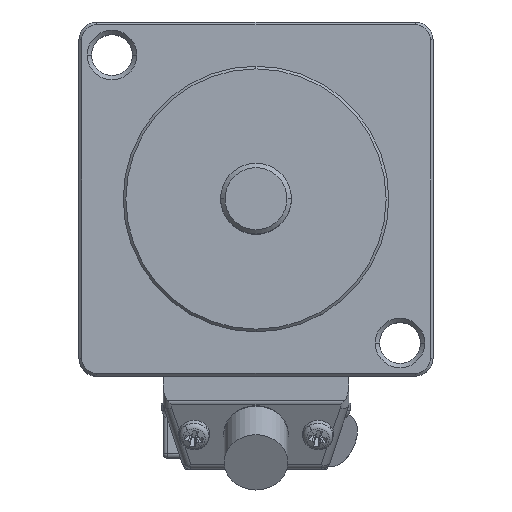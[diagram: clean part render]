
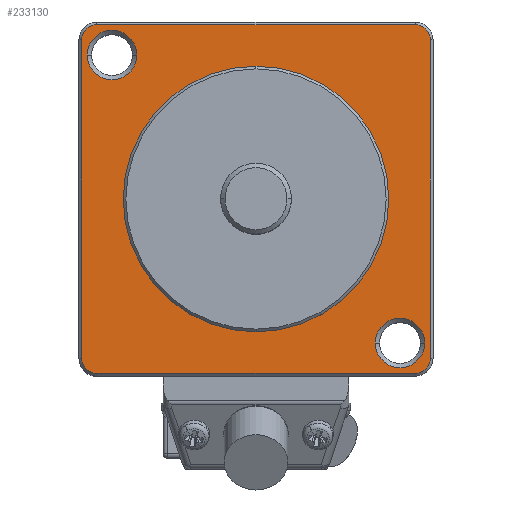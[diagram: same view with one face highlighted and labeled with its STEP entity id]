
A CAD part, top view. The second image highlights one B-rep face of the part: STEP entity #233130.
In plain terms, the highlighted planar face has unit normal (0, 0, 1).
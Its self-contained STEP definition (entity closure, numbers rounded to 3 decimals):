
#231930=CARTESIAN_POINT('',(-19.7,-19.7,-22.1));
#231940=DIRECTION('',(0.,0.,1.));
#231950=DIRECTION('',(1.,0.,0.));
#231960=AXIS2_PLACEMENT_3D('',#231930,#231940,#231950);
#231970=PLANE('',#231960);
#231980=CARTESIAN_POINT('',(-18.,18.,-22.1));
#231990=DIRECTION('',(0.,0.,-1.));
#232000=DIRECTION('',(-1.,0.,0.));
#232010=AXIS2_PLACEMENT_3D('',#231980,#231990,#232000);
#232020=CIRCLE('',#232010,1.7);
#232030=CARTESIAN_POINT('',(-19.7,18.,-22.1));
#232040=VERTEX_POINT('',#232030);
#232050=CARTESIAN_POINT('',(-18.,19.7,-22.1));
#232060=VERTEX_POINT('',#232050);
#232070=EDGE_CURVE('',#232040,#232060,#232020,.T.);
#232080=ORIENTED_EDGE('',*,*,#232070,.F.);
#232090=CARTESIAN_POINT('',(0.,19.7,-22.1));
#232100=DIRECTION('',(1.,0.,0.));
#232110=VECTOR('',#232100,1.);
#232120=LINE('',#232090,#232110);
#232130=CARTESIAN_POINT('',(18.,19.7,-22.1));
#232140=VERTEX_POINT('',#232130);
#232150=EDGE_CURVE('',#232060,#232140,#232120,.T.);
#232160=ORIENTED_EDGE('',*,*,#232150,.F.);
#232170=CARTESIAN_POINT('',(18.,18.,-22.1));
#232180=DIRECTION('',(0.,0.,-1.));
#232190=DIRECTION('',(-1.,0.,0.));
#232200=AXIS2_PLACEMENT_3D('',#232170,#232180,#232190);
#232210=CIRCLE('',#232200,1.7);
#232220=CARTESIAN_POINT('',(19.7,18.,-22.1));
#232230=VERTEX_POINT('',#232220);
#232240=EDGE_CURVE('',#232140,#232230,#232210,.T.);
#232250=ORIENTED_EDGE('',*,*,#232240,.F.);
#232260=CARTESIAN_POINT('',(19.7,0.,-22.1));
#232270=DIRECTION('',(0.,-1.,0.));
#232280=VECTOR('',#232270,1.);
#232290=LINE('',#232260,#232280);
#232300=CARTESIAN_POINT('',(19.7,-18.,-22.1));
#232310=VERTEX_POINT('',#232300);
#232320=EDGE_CURVE('',#232230,#232310,#232290,.T.);
#232330=ORIENTED_EDGE('',*,*,#232320,.F.);
#232340=CARTESIAN_POINT('',(18.,-18.,-22.1));
#232350=DIRECTION('',(0.,0.,-1.));
#232360=DIRECTION('',(-1.,0.,0.));
#232370=AXIS2_PLACEMENT_3D('',#232340,#232350,#232360);
#232380=CIRCLE('',#232370,1.7);
#232390=CARTESIAN_POINT('',(18.,-19.7,-22.1));
#232400=VERTEX_POINT('',#232390);
#232410=EDGE_CURVE('',#232310,#232400,#232380,.T.);
#232420=ORIENTED_EDGE('',*,*,#232410,.F.);
#232430=CARTESIAN_POINT('',(0.,-19.7,-22.1));
#232440=DIRECTION('',(-1.,0.,0.));
#232450=VECTOR('',#232440,1.);
#232460=LINE('',#232430,#232450);
#232470=CARTESIAN_POINT('',(-18.,-19.7,-22.1));
#232480=VERTEX_POINT('',#232470);
#232490=EDGE_CURVE('',#232400,#232480,#232460,.T.);
#232500=ORIENTED_EDGE('',*,*,#232490,.F.);
#232510=CARTESIAN_POINT('',(-18.,-18.,-22.1));
#232520=DIRECTION('',(0.,0.,-1.));
#232530=DIRECTION('',(-1.,0.,0.));
#232540=AXIS2_PLACEMENT_3D('',#232510,#232520,#232530);
#232550=CIRCLE('',#232540,1.7);
#232560=CARTESIAN_POINT('',(-19.7,-18.,-22.1));
#232570=VERTEX_POINT('',#232560);
#232580=EDGE_CURVE('',#232480,#232570,#232550,.T.);
#232590=ORIENTED_EDGE('',*,*,#232580,.F.);
#232600=CARTESIAN_POINT('',(-19.7,0.,-22.1));
#232610=DIRECTION('',(0.,1.,0.));
#232620=VECTOR('',#232610,1.);
#232630=LINE('',#232600,#232620);
#232640=EDGE_CURVE('',#232570,#232040,#232630,.T.);
#232650=ORIENTED_EDGE('',*,*,#232640,.F.);
#232660=EDGE_LOOP('',(#232650,#232590,#232500,#232420,#232330,#232250,
#232160,#232080));
#232670=FACE_OUTER_BOUND('',#232660,.T.);
#232680=CARTESIAN_POINT('',(0.,0.,
-22.1));
#232690=DIRECTION('',(0.,0.,1.));
#232700=DIRECTION('',(1.,0.,0.));
#232710=AXIS2_PLACEMENT_3D('',#232680,#232690,#232700);
#232720=CIRCLE('',#232710,15.);
#232730=CARTESIAN_POINT('',(-15.,0.,-22.1));
#232740=VERTEX_POINT('',#232730);
#232750=CARTESIAN_POINT('',(15.,0.,-22.1));
#232760=VERTEX_POINT('',#232750);
#232770=EDGE_CURVE('',#232740,#232760,#232720,.T.);
#232780=ORIENTED_EDGE('',*,*,#232770,.F.);
#232790=EDGE_CURVE('',#232760,#232740,#232720,.T.);
#232800=ORIENTED_EDGE('',*,*,#232790,.F.);
#232810=EDGE_LOOP('',(#232800,#232780));
#232820=FACE_BOUND('',#232810,.T.);
#232830=CARTESIAN_POINT('',(-16.263,16.263,-22.1));
#232840=DIRECTION('',(0.,0.,1.));
#232850=DIRECTION('',(1.,0.,0.));
#232860=AXIS2_PLACEMENT_3D('',#232830,#232840,#232850);
#232870=CIRCLE('',#232860,2.8);
#232880=CARTESIAN_POINT('',(-19.063,16.263,-22.1));
#232890=VERTEX_POINT('',#232880);
#232900=CARTESIAN_POINT('',(-13.463,16.263,-22.1));
#232910=VERTEX_POINT('',#232900);
#232920=EDGE_CURVE('',#232890,#232910,#232870,.T.);
#232930=ORIENTED_EDGE('',*,*,#232920,.F.);
#232940=EDGE_CURVE('',#232910,#232890,#232870,.T.);
#232950=ORIENTED_EDGE('',*,*,#232940,.F.);
#232960=EDGE_LOOP('',(#232950,#232930));
#232970=FACE_BOUND('',#232960,.T.);
#232980=CARTESIAN_POINT('',(16.263,-16.263,-22.1));
#232990=DIRECTION('',(0.,0.,1.));
#233000=DIRECTION('',(1.,0.,0.));
#233010=AXIS2_PLACEMENT_3D('',#232980,#232990,#233000);
#233020=CIRCLE('',#233010,2.8);
#233030=CARTESIAN_POINT('',(13.463,-16.263,-22.1));
#233040=VERTEX_POINT('',#233030);
#233050=CARTESIAN_POINT('',(19.063,-16.263,-22.1));
#233060=VERTEX_POINT('',#233050);
#233070=EDGE_CURVE('',#233040,#233060,#233020,.T.);
#233080=ORIENTED_EDGE('',*,*,#233070,.F.);
#233090=EDGE_CURVE('',#233060,#233040,#233020,.T.);
#233100=ORIENTED_EDGE('',*,*,#233090,.F.);
#233110=EDGE_LOOP('',(#233100,#233080));
#233120=FACE_BOUND('',#233110,.T.);
#233130=ADVANCED_FACE('',(#232670,#232820,#232970,#233120),#231970,.T.);
